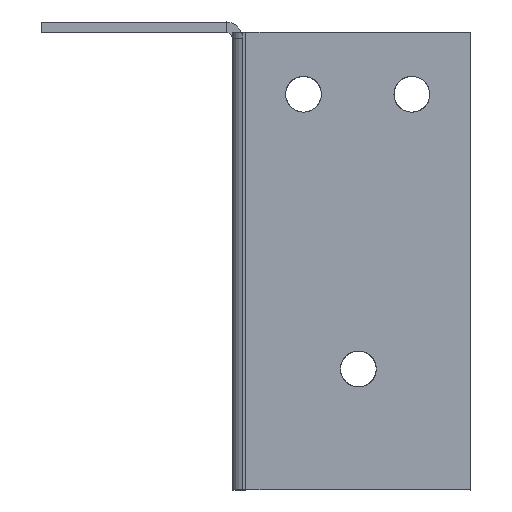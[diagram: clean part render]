
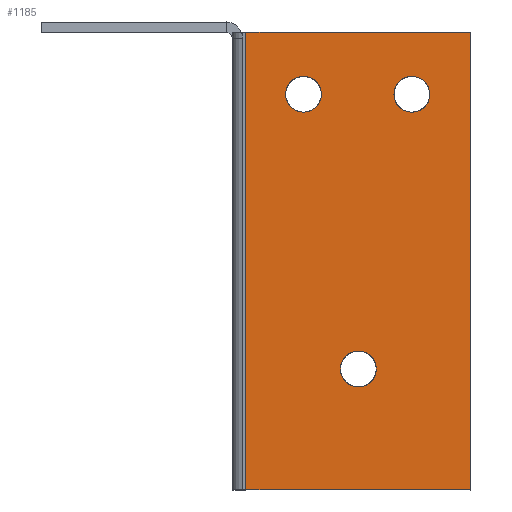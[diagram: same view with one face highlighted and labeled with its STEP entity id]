
A CAD part, left-side view. The second image highlights one B-rep face of the part: STEP entity #1185.
In plain terms, the highlighted planar face has unit normal (-1, 0, 0).
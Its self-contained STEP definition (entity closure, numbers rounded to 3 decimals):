
#17=FACE_BOUND('',#164,.T.);
#18=FACE_BOUND('',#165,.T.);
#19=FACE_BOUND('',#166,.T.);
#28=PLANE('',#1362);
#111=FACE_OUTER_BOUND('',#163,.T.);
#163=EDGE_LOOP('',(#1015,#1016,#1017,#1018));
#164=EDGE_LOOP('',(#1019));
#165=EDGE_LOOP('',(#1020));
#166=EDGE_LOOP('',(#1021));
#241=LINE('',#1952,#377);
#242=LINE('',#1954,#378);
#243=LINE('',#1956,#379);
#244=LINE('',#1957,#380);
#377=VECTOR('',#1560,28.263);
#378=VECTOR('',#1561,57.527);
#379=VECTOR('',#1562,28.263);
#380=VECTOR('',#1563,57.527);
#499=CIRCLE('',#1363,2.25);
#500=CIRCLE('',#1364,2.25);
#501=CIRCLE('',#1365,2.25);
#607=VERTEX_POINT('',#1950);
#608=VERTEX_POINT('',#1951);
#609=VERTEX_POINT('',#1953);
#610=VERTEX_POINT('',#1955);
#611=VERTEX_POINT('',#1958);
#612=VERTEX_POINT('',#1960);
#613=VERTEX_POINT('',#1962);
#811=EDGE_CURVE('',#607,#608,#241,.T.);
#812=EDGE_CURVE('',#608,#609,#242,.T.);
#813=EDGE_CURVE('',#609,#610,#243,.T.);
#814=EDGE_CURVE('',#610,#607,#244,.T.);
#815=EDGE_CURVE('',#611,#611,#499,.T.);
#816=EDGE_CURVE('',#612,#612,#500,.T.);
#817=EDGE_CURVE('',#613,#613,#501,.T.);
#1015=ORIENTED_EDGE('',*,*,#811,.T.);
#1016=ORIENTED_EDGE('',*,*,#812,.T.);
#1017=ORIENTED_EDGE('',*,*,#813,.T.);
#1018=ORIENTED_EDGE('',*,*,#814,.T.);
#1019=ORIENTED_EDGE('',*,*,#815,.T.);
#1020=ORIENTED_EDGE('',*,*,#816,.T.);
#1021=ORIENTED_EDGE('',*,*,#817,.T.);
#1185=ADVANCED_FACE('',(#111,#17,#18,#19),#28,.T.);
#1362=AXIS2_PLACEMENT_3D('',#1949,#1558,#1559);
#1363=AXIS2_PLACEMENT_3D('',#1959,#1564,#1565);
#1364=AXIS2_PLACEMENT_3D('',#1961,#1566,#1567);
#1365=AXIS2_PLACEMENT_3D('',#1963,#1568,#1569);
#1558=DIRECTION('center_axis',(-1.,0.,0.));
#1559=DIRECTION('ref_axis',(0.,0.,1.));
#1560=DIRECTION('',(0.,1.,0.));
#1561=DIRECTION('',(0.,0.,-1.));
#1562=DIRECTION('',(0.,-1.,0.));
#1563=DIRECTION('',(0.,0.,1.));
#1564=DIRECTION('center_axis',(1.,0.,0.));
#1565=DIRECTION('ref_axis',(0.,-1.,0.));
#1566=DIRECTION('center_axis',(1.,0.,0.));
#1567=DIRECTION('ref_axis',(0.,-1.,0.));
#1568=DIRECTION('center_axis',(1.,0.,0.));
#1569=DIRECTION('ref_axis',(0.,-1.,0.));
#1949=CARTESIAN_POINT('Origin',(-665.86,1077.348,30.5));
#1950=CARTESIAN_POINT('',(-665.86,1077.348,59.263));
#1951=CARTESIAN_POINT('',(-665.86,1105.611,59.263));
#1952=CARTESIAN_POINT('',(-665.86,1077.348,59.263));
#1953=CARTESIAN_POINT('',(-665.86,1105.611,1.737));
#1954=CARTESIAN_POINT('',(-665.86,1105.611,59.263));
#1955=CARTESIAN_POINT('',(-665.86,1077.348,1.737));
#1956=CARTESIAN_POINT('',(-665.86,1105.611,1.737));
#1957=CARTESIAN_POINT('',(-665.86,1077.348,1.737));
#1958=CARTESIAN_POINT('',(-665.86,1093.73,16.946));
#1959=CARTESIAN_POINT('Origin',(-665.86,1091.48,16.946));
#1960=CARTESIAN_POINT('',(-665.86,1087.005,51.481));
#1961=CARTESIAN_POINT('Origin',(-665.86,1084.755,51.481));
#1962=CARTESIAN_POINT('',(-665.86,1100.628,51.481));
#1963=CARTESIAN_POINT('Origin',(-665.86,1098.378,51.481));
